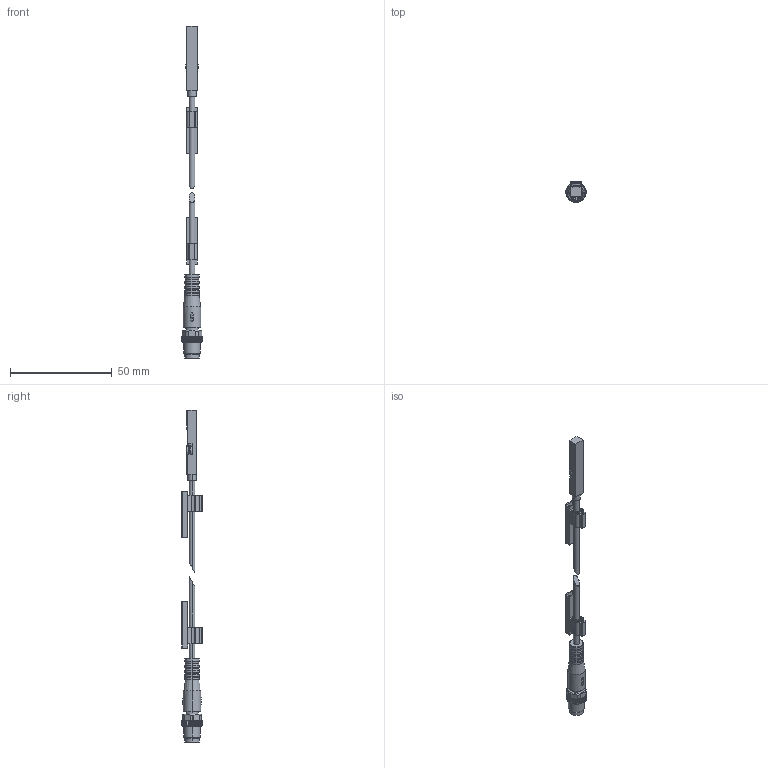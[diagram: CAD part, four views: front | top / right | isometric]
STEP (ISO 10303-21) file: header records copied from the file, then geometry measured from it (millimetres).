
FILE_DESCRIPTION(('CATIA V5 STEP Exchange'),'2;1');
FILE_NAME('NAEHERUNGSSCHALTER_AFS_T03_368428_TUENKERS.stp','2020-02-25T07:07:37+00:00',('none'),('none'),'CATIA Version 5 Release 19 SP 9 (IN-10)','CATIA V5 STEP AP214','none');
FILE_SCHEMA(('AUTOMOTIVE_DESIGN { 1 0 10303 214 1 1 1 1 }'));
Length unit declared in the file: millimetre
Products named in the file (1): NAEHERUNGSSCHALTER_AFS_T03_368428_TUENKERS
Bounding box: 9.95 x 10.3 x 162.9 mm (x, y, z)
Volume: 3763.6 mm3; surface area: 5140.5 mm2
Topology: 4 solids, 4 shells, 564 faces, 1521 edges, 991 vertices
Faces by surface type: plane 273, cylinder 185, torus 98, cone 8
Entity records: 18264 total; most frequent: CARTESIAN_POINT 4533, ORIENTED_EDGE 3042, DIRECTION 2424, EDGE_CURVE 1521, AXIS2_PLACEMENT_3D 1033, VERTEX_POINT 991, VECTOR 828, LINE 828
